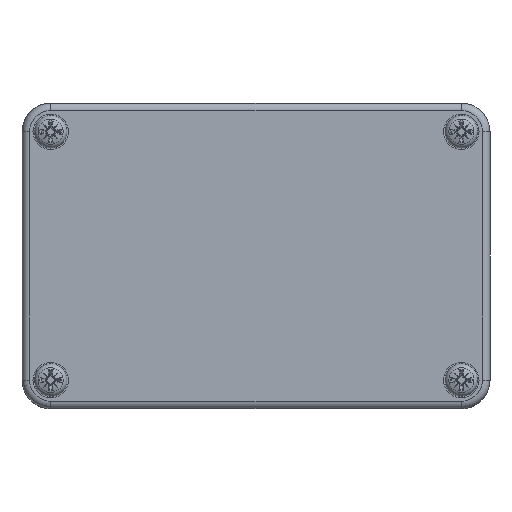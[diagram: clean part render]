
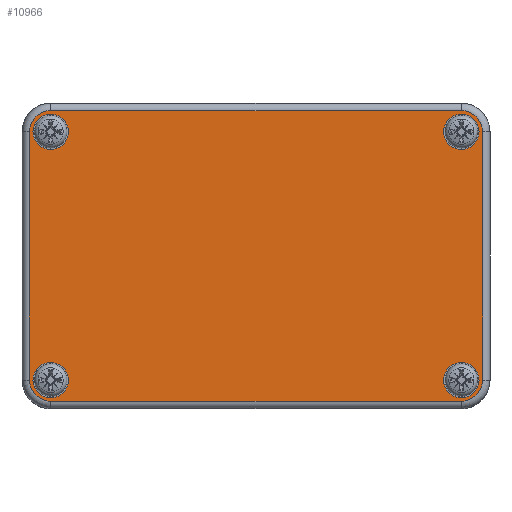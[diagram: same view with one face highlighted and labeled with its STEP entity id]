
A CAD part, top view. The second image highlights one B-rep face of the part: STEP entity #10966.
In plain terms, the highlighted face is planar.
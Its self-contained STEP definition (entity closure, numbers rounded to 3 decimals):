
#926=LINE('',#23148,#1489);
#928=LINE('',#23160,#1491);
#930=LINE('',#23172,#1493);
#932=LINE('',#23181,#1495);
#1489=VECTOR('',#13748,86.);
#1491=VECTOR('',#13762,52.);
#1493=VECTOR('',#13776,86.);
#1495=VECTOR('',#13788,52.);
#1929=PLANE('',#11869);
#2324=FACE_BOUND('',#3435,.T.);
#2325=FACE_BOUND('',#3436,.T.);
#2326=FACE_BOUND('',#3437,.T.);
#2327=FACE_BOUND('',#3438,.T.);
#2632=FACE_OUTER_BOUND('',#3434,.T.);
#3434=EDGE_LOOP('',(#8420,#8421,#8422,#8423,#8424,#8425,#8426,#8427));
#3435=EDGE_LOOP('',(#8428));
#3436=EDGE_LOOP('',(#8429));
#3437=EDGE_LOOP('',(#8430));
#3438=EDGE_LOOP('',(#8431));
#4139=CIRCLE('',#11841,4.43);
#4145=CIRCLE('',#11849,4.43);
#4149=CIRCLE('',#11855,4.43);
#4153=CIRCLE('',#11861,4.43);
#4156=CIRCLE('',#11870,3.7);
#4157=CIRCLE('',#11871,3.7);
#4158=CIRCLE('',#11872,3.7);
#4159=CIRCLE('',#11873,3.7);
#4959=VERTEX_POINT('',#23136);
#4960=VERTEX_POINT('',#23138);
#4962=VERTEX_POINT('',#23144);
#4964=VERTEX_POINT('',#23150);
#4966=VERTEX_POINT('',#23156);
#4968=VERTEX_POINT('',#23162);
#4970=VERTEX_POINT('',#23168);
#4972=VERTEX_POINT('',#23174);
#4979=VERTEX_POINT('',#23201);
#4980=VERTEX_POINT('',#23203);
#4981=VERTEX_POINT('',#23205);
#4982=VERTEX_POINT('',#23207);
#6187=EDGE_CURVE('',#4959,#4960,#4139,.T.);
#6192=EDGE_CURVE('',#4960,#4962,#926,.T.);
#6195=EDGE_CURVE('',#4962,#4964,#4145,.T.);
#6198=EDGE_CURVE('',#4964,#4966,#928,.T.);
#6201=EDGE_CURVE('',#4966,#4968,#4149,.T.);
#6204=EDGE_CURVE('',#4968,#4970,#930,.T.);
#6207=EDGE_CURVE('',#4970,#4972,#4153,.T.);
#6209=EDGE_CURVE('',#4972,#4959,#932,.T.);
#6219=EDGE_CURVE('',#4979,#4979,#4156,.T.);
#6220=EDGE_CURVE('',#4980,#4980,#4157,.T.);
#6221=EDGE_CURVE('',#4981,#4981,#4158,.T.);
#6222=EDGE_CURVE('',#4982,#4982,#4159,.T.);
#8420=ORIENTED_EDGE('',*,*,#6187,.F.);
#8421=ORIENTED_EDGE('',*,*,#6209,.F.);
#8422=ORIENTED_EDGE('',*,*,#6207,.F.);
#8423=ORIENTED_EDGE('',*,*,#6204,.F.);
#8424=ORIENTED_EDGE('',*,*,#6201,.F.);
#8425=ORIENTED_EDGE('',*,*,#6198,.F.);
#8426=ORIENTED_EDGE('',*,*,#6195,.F.);
#8427=ORIENTED_EDGE('',*,*,#6192,.F.);
#8428=ORIENTED_EDGE('',*,*,#6219,.T.);
#8429=ORIENTED_EDGE('',*,*,#6220,.T.);
#8430=ORIENTED_EDGE('',*,*,#6221,.T.);
#8431=ORIENTED_EDGE('',*,*,#6222,.T.);
#10966=ADVANCED_FACE('',(#2632,#2324,#2325,#2326,#2327),#1929,.F.);
#11841=AXIS2_PLACEMENT_3D('',#23139,#13737,#13738);
#11849=AXIS2_PLACEMENT_3D('',#23154,#13755,#13756);
#11855=AXIS2_PLACEMENT_3D('',#23166,#13769,#13770);
#11861=AXIS2_PLACEMENT_3D('',#23178,#13783,#13784);
#11869=AXIS2_PLACEMENT_3D('',#23200,#13808,#13809);
#11870=AXIS2_PLACEMENT_3D('',#23202,#13810,#13811);
#11871=AXIS2_PLACEMENT_3D('',#23204,#13812,#13813);
#11872=AXIS2_PLACEMENT_3D('',#23206,#13814,#13815);
#11873=AXIS2_PLACEMENT_3D('',#23208,#13816,#13817);
#13737=DIRECTION('center_axis',(0.,0.,1.));
#13738=DIRECTION('ref_axis',(-0.707,-0.707,0.));
#13748=DIRECTION('',(1.,0.,0.));
#13755=DIRECTION('center_axis',(0.,0.,1.));
#13756=DIRECTION('ref_axis',(0.707,-0.707,0.));
#13762=DIRECTION('',(0.,1.,0.));
#13769=DIRECTION('center_axis',(0.,0.,1.));
#13770=DIRECTION('ref_axis',(0.707,0.707,0.));
#13776=DIRECTION('',(-1.,0.,0.));
#13783=DIRECTION('center_axis',(0.,0.,1.));
#13784=DIRECTION('ref_axis',(-0.707,0.707,0.));
#13788=DIRECTION('',(0.,-1.,0.));
#13808=DIRECTION('center_axis',(0.,0.,1.));
#13809=DIRECTION('ref_axis',(1.,0.,0.));
#13810=DIRECTION('center_axis',(0.,0.,1.));
#13811=DIRECTION('ref_axis',(1.,0.,0.));
#13812=DIRECTION('center_axis',(0.,0.,1.));
#13813=DIRECTION('ref_axis',(1.,0.,0.));
#13814=DIRECTION('center_axis',(0.,0.,1.));
#13815=DIRECTION('ref_axis',(1.,0.,0.));
#13816=DIRECTION('center_axis',(0.,0.,1.));
#13817=DIRECTION('ref_axis',(1.,0.,0.));
#23136=CARTESIAN_POINT('',(-47.43,-26.,-9.5));
#23138=CARTESIAN_POINT('',(-43.,-30.43,-9.5));
#23139=CARTESIAN_POINT('Origin',(-43.,-26.,-9.5));
#23144=CARTESIAN_POINT('',(43.,-30.43,-9.5));
#23148=CARTESIAN_POINT('',(-21.5,-30.43,-9.5));
#23150=CARTESIAN_POINT('',(47.43,-26.,-9.5));
#23154=CARTESIAN_POINT('Origin',(43.,-26.,-9.5));
#23156=CARTESIAN_POINT('',(47.43,26.,-9.5));
#23160=CARTESIAN_POINT('',(47.43,-13.,-9.5));
#23162=CARTESIAN_POINT('',(43.,30.43,-9.5));
#23166=CARTESIAN_POINT('Origin',(43.,26.,-9.5));
#23168=CARTESIAN_POINT('',(-43.,30.43,-9.5));
#23172=CARTESIAN_POINT('',(21.5,30.43,-9.5));
#23174=CARTESIAN_POINT('',(-47.43,26.,-9.5));
#23178=CARTESIAN_POINT('Origin',(-43.,26.,-9.5));
#23181=CARTESIAN_POINT('',(-47.43,13.,-9.5));
#23200=CARTESIAN_POINT('Origin',(0.,0.,
-9.5));
#23201=CARTESIAN_POINT('',(39.3,26.,-9.5));
#23202=CARTESIAN_POINT('Origin',(43.,26.,-9.5));
#23203=CARTESIAN_POINT('',(39.3,-26.,-9.5));
#23204=CARTESIAN_POINT('Origin',(43.,-26.,-9.5));
#23205=CARTESIAN_POINT('',(-46.7,-26.,-9.5));
#23206=CARTESIAN_POINT('Origin',(-43.,-26.,-9.5));
#23207=CARTESIAN_POINT('',(-46.7,26.,-9.5));
#23208=CARTESIAN_POINT('Origin',(-43.,26.,-9.5));
